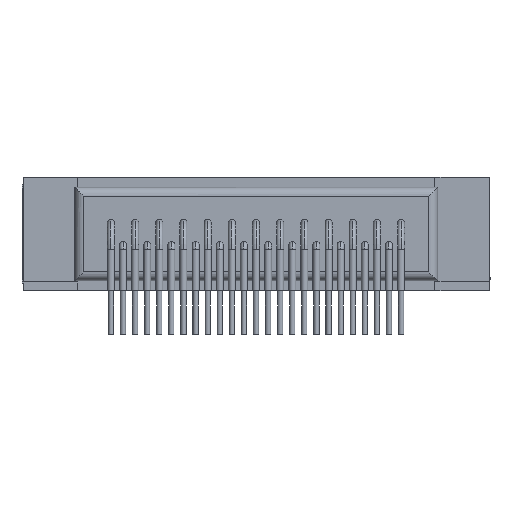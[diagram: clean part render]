
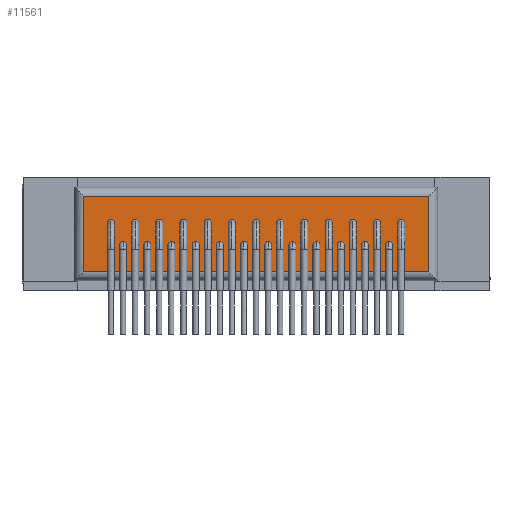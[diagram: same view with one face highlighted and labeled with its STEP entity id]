
A CAD part, front view. The second image highlights one B-rep face of the part: STEP entity #11561.
In plain terms, the highlighted planar face has unit normal (0, -1, 0).
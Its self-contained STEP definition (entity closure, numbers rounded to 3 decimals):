
#11438=CARTESIAN_POINT('',(36.289,7.84,10.79));
#11439=VERTEX_POINT('',#11438);
#11440=CARTESIAN_POINT('',(36.289,7.84,2.14));
#11441=VERTEX_POINT('',#11440);
#11442=CARTESIAN_POINT('',(36.289,7.84,10.79));
#11443=DIRECTION('',(0.0,0.0,-1.0));
#11444=VECTOR('',#11443,8.65);
#11445=LINE('',#11442,#11444);
#11446=EDGE_CURVE('',#11439,#11441,#11445,.T.);
#11511=CARTESIAN_POINT('',(-3.111,7.84,2.14));
#11512=VERTEX_POINT('',#11511);
#11513=CARTESIAN_POINT('',(36.289,7.84,2.14));
#11514=DIRECTION('',(-1.0,0.0,0.0));
#11515=VECTOR('',#11514,39.4);
#11516=LINE('',#11513,#11515);
#11517=EDGE_CURVE('',#11441,#11512,#11516,.T.);
#11538=CARTESIAN_POINT('',(53.93,7.84,11.79));
#11539=DIRECTION('',(0.0,-1.0,0.0));
#11540=DIRECTION('',(0.0,0.0,-1.0));
#11541=AXIS2_PLACEMENT_3D('',#11538,#11539,#11540);
#11542=PLANE('',#11541);
#11543=CARTESIAN_POINT('',(-3.111,7.84,10.79));
#11544=VERTEX_POINT('',#11543);
#11545=CARTESIAN_POINT('',(-3.111,7.84,10.79));
#11546=DIRECTION('',(1.0,0.0,0.0));
#11547=VECTOR('',#11546,39.4);
#11548=LINE('',#11545,#11547);
#11549=EDGE_CURVE('',#11544,#11439,#11548,.T.);
#11550=ORIENTED_EDGE('',*,*,#11549,.F.);
#11551=CARTESIAN_POINT('',(-3.111,7.84,2.14));
#11552=DIRECTION('',(0.0,0.0,1.0));
#11553=VECTOR('',#11552,8.65);
#11554=LINE('',#11551,#11553);
#11555=EDGE_CURVE('',#11512,#11544,#11554,.T.);
#11556=ORIENTED_EDGE('',*,*,#11555,.F.);
#11557=ORIENTED_EDGE('',*,*,#11517,.F.);
#11558=ORIENTED_EDGE('',*,*,#11446,.F.);
#11559=EDGE_LOOP('',(#11550,#11556,#11557,#11558));
#11560=FACE_OUTER_BOUND('',#11559,.T.);
#11561=ADVANCED_FACE('',(#11560),#11542,.T.);
